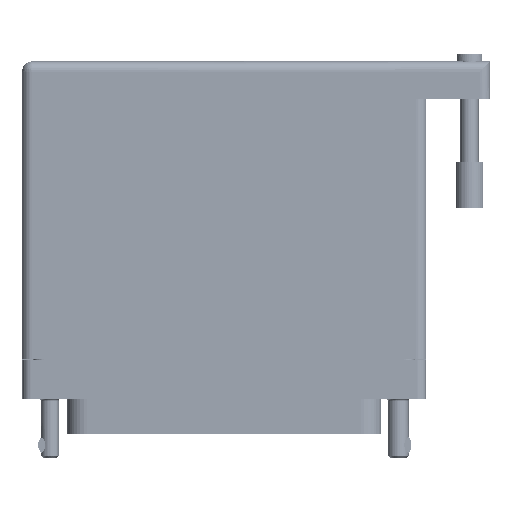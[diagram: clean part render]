
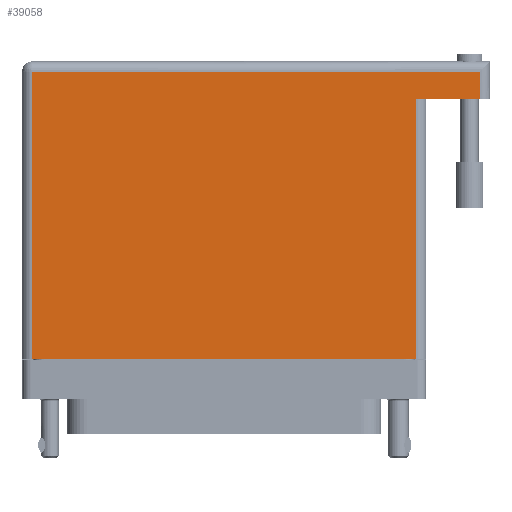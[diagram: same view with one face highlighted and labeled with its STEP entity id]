
A CAD part, front view. The second image highlights one B-rep face of the part: STEP entity #39058.
In plain terms, the highlighted face is planar.
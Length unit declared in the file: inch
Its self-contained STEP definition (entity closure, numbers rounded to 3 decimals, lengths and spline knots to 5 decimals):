
#2 = LINE ( 'NONE', #93621, #49635 ) ;
#1198 = CARTESIAN_POINT ( 'NONE',  ( -1.3075, -0.1, 0.765 ) ) ;
#1548 = DIRECTION ( 'NONE',  ( 0., -1., 0. ) ) ;
#7095 = ORIENTED_EDGE ( 'NONE', *, *, #54524, .F. ) ;
#12068 = VERTEX_POINT ( 'NONE', #46218 ) ;
#13739 = CARTESIAN_POINT ( 'NONE',  ( 1.7425, 1.93, 0.765 ) ) ;
#14093 = LINE ( 'NONE', #70308, #51292 ) ;
#16329 = EDGE_CURVE ( 'NONE', #12068, #91830, #2, .T. ) ;
#16459 = DIRECTION ( 'NONE',  ( 0., 0., -1. ) ) ;
#17122 = AXIS2_PLACEMENT_3D ( 'NONE', #56695, #16459, #88588 ) ;
#17669 = EDGE_CURVE ( 'NONE', #76958, #12068, #54288, .T. ) ;
#22856 = CARTESIAN_POINT ( 'NONE',  ( -1.3075, 1.86, 0.765 ) ) ;
#28301 = VECTOR ( 'NONE', #72506, 39.37008 ) ;
#30218 = FACE_OUTER_BOUND ( 'NONE', #82092, .T. ) ;
#30746 = VERTEX_POINT ( 'NONE', #94593 ) ;
#33234 = VECTOR ( 'NONE', #1548, 39.37008 ) ;
#36339 = DIRECTION ( 'NONE',  ( 0., 1., 0. ) ) ;
#39058 = ADVANCED_FACE ( 'NONE', ( #30218 ), #39723, .F. ) ;
#39209 = VECTOR ( 'NONE', #56110, 39.37008 ) ;
#39312 = LINE ( 'NONE', #13739, #61580 ) ;
#39723 = PLANE ( 'NONE',  #17122 ) ;
#40294 = CARTESIAN_POINT ( 'NONE',  ( -1.3775, 1.86, 0.765 ) ) ;
#40884 = VERTEX_POINT ( 'NONE', #98880 ) ;
#46218 = CARTESIAN_POINT ( 'NONE',  ( -1.3075, -0.1, 0.765 ) ) ;
#47740 = EDGE_CURVE ( 'NONE', #56997, #76958, #74159, .T. ) ;
#48631 = CARTESIAN_POINT ( 'NONE',  ( 1.3075, -0.1, 0.765 ) ) ;
#49635 = VECTOR ( 'NONE', #76629, 39.37008 ) ;
#51292 = VECTOR ( 'NONE', #101196, 39.37008 ) ;
#54288 = LINE ( 'NONE', #1198, #33234 ) ;
#54524 = EDGE_CURVE ( 'NONE', #40884, #30746, #60314, .T. ) ;
#56110 = DIRECTION ( 'NONE',  ( -1., 0., 0. ) ) ;
#56695 = CARTESIAN_POINT ( 'NONE',  ( -1.3775, 1.93, 0.765 ) ) ;
#56997 = VERTEX_POINT ( 'NONE', #88328 ) ;
#60314 = LINE ( 'NONE', #95641, #39209 ) ;
#60526 = ORIENTED_EDGE ( 'NONE', *, *, #47740, .T. ) ;
#61580 = VECTOR ( 'NONE', #36339, 39.37008 ) ;
#61764 = ORIENTED_EDGE ( 'NONE', *, *, #17669, .T. ) ;
#70308 = CARTESIAN_POINT ( 'NONE',  ( 1.3075, 1.674, 0.765 ) ) ;
#70728 = EDGE_CURVE ( 'NONE', #40884, #56997, #39312, .T. ) ;
#72506 = DIRECTION ( 'NONE',  ( -1., 0., 0. ) ) ;
#73202 = ORIENTED_EDGE ( 'NONE', *, *, #70728, .T. ) ;
#74159 = LINE ( 'NONE', #40294, #28301 ) ;
#76629 = DIRECTION ( 'NONE',  ( 1., 0., 0. ) ) ;
#76958 = VERTEX_POINT ( 'NONE', #22856 ) ;
#82092 = EDGE_LOOP ( 'NONE', ( #93245, #102251, #7095, #73202, #60526, #61764 ) ) ;
#83453 = EDGE_CURVE ( 'NONE', #91830, #30746, #14093, .T. ) ;
#88328 = CARTESIAN_POINT ( 'NONE',  ( 1.7425, 1.86, 0.765 ) ) ;
#88588 = DIRECTION ( 'NONE',  ( -1., 0., 0. ) ) ;
#91830 = VERTEX_POINT ( 'NONE', #48631 ) ;
#93245 = ORIENTED_EDGE ( 'NONE', *, *, #16329, .T. ) ;
#93621 = CARTESIAN_POINT ( 'NONE',  ( -1.3775, -0.1, 0.765 ) ) ;
#94593 = CARTESIAN_POINT ( 'NONE',  ( 1.3075, 1.674, 0.765 ) ) ;
#95641 = CARTESIAN_POINT ( 'NONE',  ( 1.8125, 1.674, 0.765 ) ) ;
#98880 = CARTESIAN_POINT ( 'NONE',  ( 1.7425, 1.674, 0.765 ) ) ;
#101196 = DIRECTION ( 'NONE',  ( 0., 1., 0. ) ) ;
#102251 = ORIENTED_EDGE ( 'NONE', *, *, #83453, .T. ) ;
